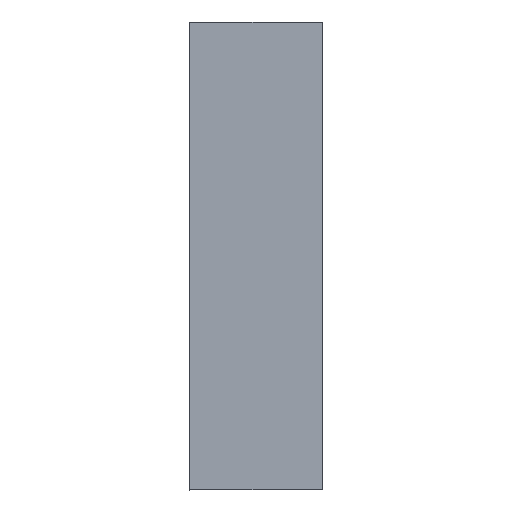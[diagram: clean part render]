
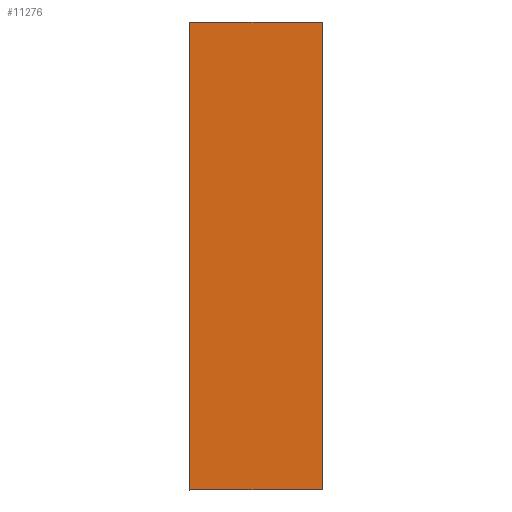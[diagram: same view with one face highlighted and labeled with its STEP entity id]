
A CAD part, top view. The second image highlights one B-rep face of the part: STEP entity #11276.
In plain terms, the highlighted planar face has unit normal (0, 0, 1).
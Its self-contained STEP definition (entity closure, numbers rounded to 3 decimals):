
#169=DIRECTION('',(1.,0.,0.));
#170=VECTOR('',#169,572.229);
#171=CARTESIAN_POINT('',(-286.115,-1009.115,0.));
#172=LINE('',#171,#170);
#176=DIRECTION('',(0.,-1.,0.));
#177=VECTOR('',#176,2018.229);
#178=CARTESIAN_POINT('',(-286.115,1009.115,0.));
#179=LINE('',#178,#177);
#183=DIRECTION('',(-1.,0.,0.));
#184=VECTOR('',#183,572.229);
#185=CARTESIAN_POINT('',(286.115,1009.115,0.));
#186=LINE('',#185,#184);
#190=DIRECTION('',(0.,1.,0.));
#191=VECTOR('',#190,2018.229);
#192=CARTESIAN_POINT('',(286.115,-1009.115,0.));
#193=LINE('',#192,#191);
#314=CARTESIAN_POINT('',(-286.115,-1009.115,0.));
#444=CARTESIAN_POINT('',(286.115,-1009.115,0.));
#574=CARTESIAN_POINT('',(286.115,1009.115,0.));
#643=CARTESIAN_POINT('',(-286.115,1009.115,0.));
#10514=VERTEX_POINT('',#643);
#10517=VERTEX_POINT('',#574);
#10520=VERTEX_POINT('',#444);
#10523=VERTEX_POINT('',#314);
#11261=CARTESIAN_POINT('',(0.,0.,0.));
#11262=DIRECTION('',(0.,0.,1.));
#11263=DIRECTION('',(1.,0.,0.));
#11264=AXIS2_PLACEMENT_3D('',#11261,#11262,#11263);
#11265=PLANE('',#11264);
#11267=ORIENTED_EDGE('',*,*,#11266,.F.);
#11269=ORIENTED_EDGE('',*,*,#11268,.F.);
#11271=ORIENTED_EDGE('',*,*,#11270,.F.);
#11273=ORIENTED_EDGE('',*,*,#11272,.F.);
#11274=EDGE_LOOP('',(#11267,#11269,#11271,#11273));
#11275=FACE_OUTER_BOUND('',#11274,.F.);
#11266=EDGE_CURVE('',#10523,#10520,#172,.T.);
#11268=EDGE_CURVE('',#10514,#10523,#179,.T.);
#11270=EDGE_CURVE('',#10517,#10514,#186,.T.);
#11272=EDGE_CURVE('',#10520,#10517,#193,.T.);
#11276=ADVANCED_FACE('',(#11275),#11265,.T.);
